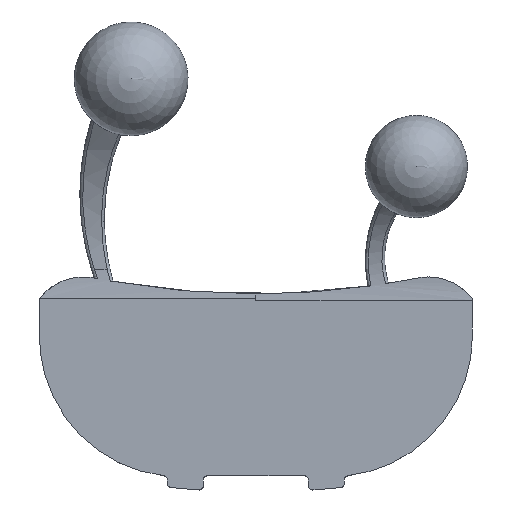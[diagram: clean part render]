
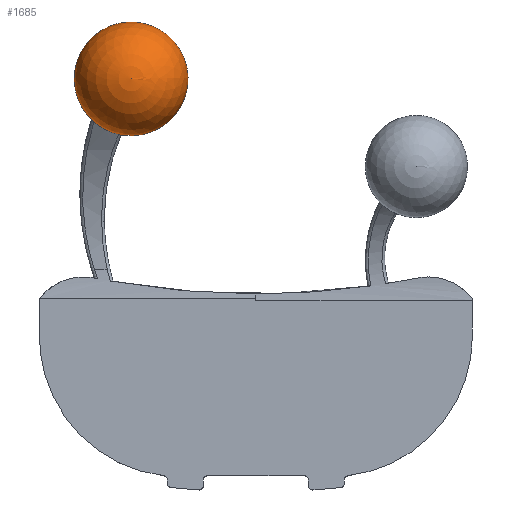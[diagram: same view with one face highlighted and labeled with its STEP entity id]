
A CAD part, top view. The second image highlights one B-rep face of the part: STEP entity #1685.
In plain terms, the highlighted spherical face has radius 20.553 mm.
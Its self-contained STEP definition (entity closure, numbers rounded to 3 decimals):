
#111 = DIRECTION ( 'NONE',  ( 1., 0.021, 0. ) ) ;
#258 = DIRECTION ( 'NONE',  ( -1., 0., 0. ) ) ;
#671 = ORIENTED_EDGE ( 'NONE', *, *, #2829, .F. ) ;
#783 = CARTESIAN_POINT ( 'NONE',  ( -45.081, 120.492, 24.5 ) ) ;
#835 = CARTESIAN_POINT ( 'NONE',  ( -44.659, 99.943, 24.5 ) ) ;
#881 = VERTEX_POINT ( 'NONE', #835 ) ;
#928 = DIRECTION ( 'NONE',  ( 0., 0., -1. ) ) ;
#1244 = DIRECTION ( 'NONE',  ( 0., 0., -1. ) ) ;
#1250 = FACE_OUTER_BOUND ( 'NONE', #1307, .T. ) ;
#1307 = EDGE_LOOP ( 'NONE', ( #671, #1340 ) ) ;
#1321 = SPHERICAL_SURFACE ( 'NONE', #2423, 20.553 ) ;
#1340 = ORIENTED_EDGE ( 'NONE', *, *, #2569, .T. ) ;
#1355 = DIRECTION ( 'NONE',  ( 0., 0., 1. ) ) ;
#1395 = DIRECTION ( 'NONE',  ( 1., 0., 0. ) ) ;
#1509 = AXIS2_PLACEMENT_3D ( 'NONE', #2546, #928, #258 ) ;
#1623 = VERTEX_POINT ( 'NONE', #2659 ) ;
#1685 = ADVANCED_FACE ( 'NONE', ( #1250 ), #1321, .T. ) ;
#2104 = AXIS2_PLACEMENT_3D ( 'NONE', #2780, #1355, #1395 ) ;
#2289 = CIRCLE ( 'NONE', #1509, 20.553 ) ;
#2423 = AXIS2_PLACEMENT_3D ( 'NONE', #783, #1244, #111 ) ;
#2546 = CARTESIAN_POINT ( 'NONE',  ( -45.081, 120.492, 24.5 ) ) ;
#2569 = EDGE_CURVE ( 'NONE', #881, #1623, #2586, .T. ) ;
#2586 = CIRCLE ( 'NONE', #2104, 20.553 ) ;
#2659 = CARTESIAN_POINT ( 'NONE',  ( -45.503, 141.041, 24.5 ) ) ;
#2780 = CARTESIAN_POINT ( 'NONE',  ( -45.081, 120.492, 24.5 ) ) ;
#2829 = EDGE_CURVE ( 'NONE', #881, #1623, #2289, .T. ) ;
